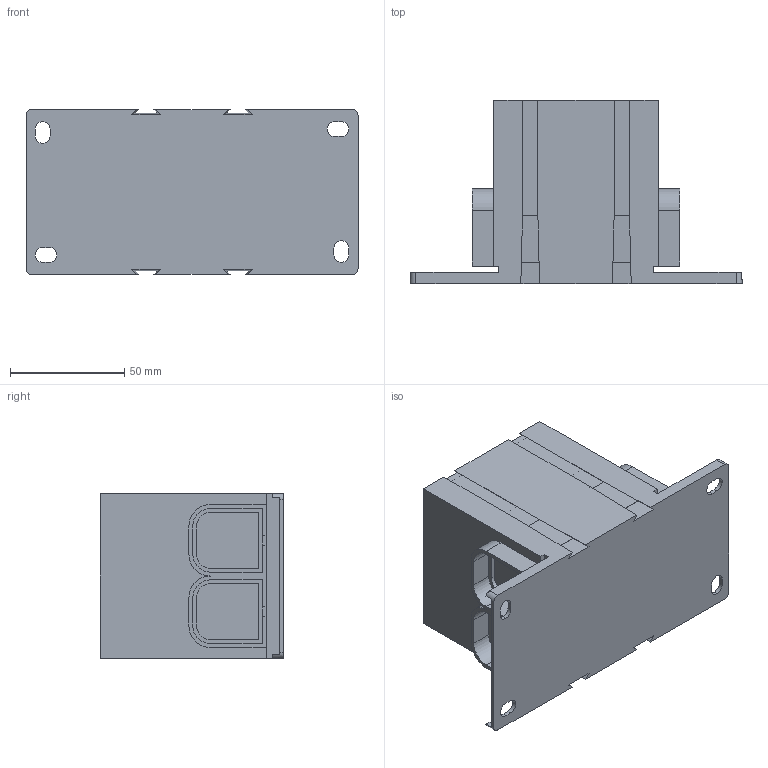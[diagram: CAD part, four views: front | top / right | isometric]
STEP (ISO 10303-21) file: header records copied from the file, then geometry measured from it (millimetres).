
FILE_DESCRIPTION (( 'STEP AP214' ), '1' );
FILE_NAME ('701005.STEP', '2023-06-15T16:02:04', ( '' ), ( '' ), 'SwSTEP 2.0', 'SolidWorks 2021', '' );
FILE_SCHEMA (( 'AUTOMOTIVE_DESIGN' ));
Length unit declared in the file: inch
Products named in the file (1): 701005
Bounding box: 145.01 x 80.01 x 72.01 mm (x, y, z)
Volume: 254167.4 mm3; surface area: 96827.7 mm2
Topology: 2 solids, 2 shells, 254 faces, 724 edges, 480 vertices
Faces by surface type: plane 204, cylinder 50
Entity records: 8331 total; most frequent: CARTESIAN_POINT 1459, ORIENTED_EDGE 1448, DIRECTION 1338, EDGE_CURVE 724, VECTOR 620, LINE 620, VERTEX_POINT 480, AXIS2_PLACEMENT_3D 359
